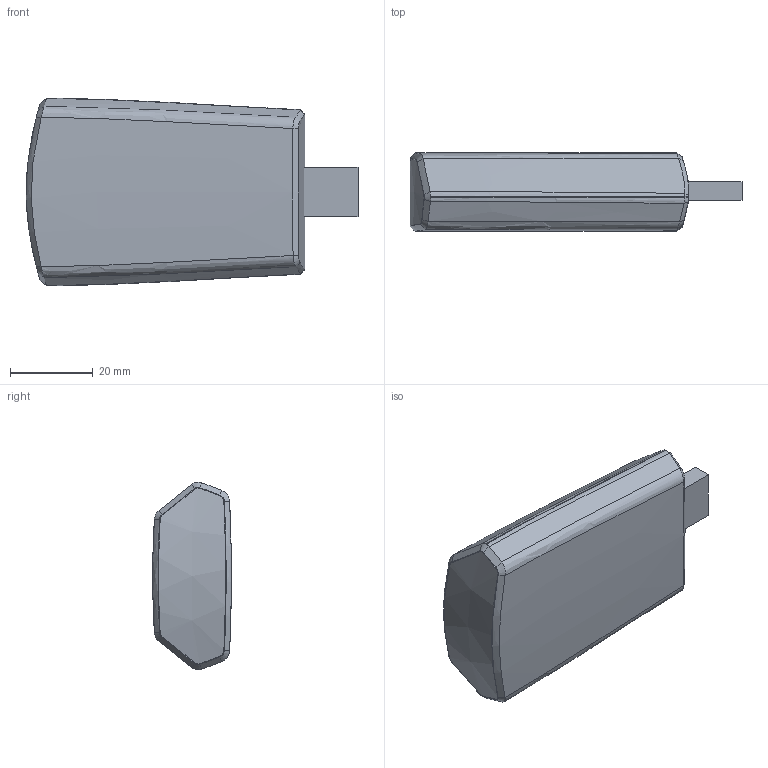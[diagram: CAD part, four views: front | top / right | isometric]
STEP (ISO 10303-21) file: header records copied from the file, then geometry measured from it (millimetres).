
FILE_DESCRIPTION((''),'2;1');
FILE_NAME('IJOEY_ASSY_V1_ASM','2012-10-25T',('Antonio'),(''),'PRO/ENGINEER BY PARAMETRIC TECHNOLOGY CORPORATION, 2010140','PRO/ENGINEER BY PARAMETRIC TECHNOLOGY CORPORATION, 2010140','');
FILE_SCHEMA(('CONFIG_CONTROL_DESIGN'));
Length unit declared in the file: millimetre
Products named in the file (3): IJOEY_BODY_V1; 24_8_USB_CONNECTOR; IJOEY_ASSY_V1_ASM
Assembly tree (2 placements, depth 2):
  IJOEY_ASSY_V1_ASM
    IJOEY_BODY_V1
    24_8_USB_CONNECTOR
Bounding box: 80.13 x 19 x 45.31 mm (x, y, z)
Volume: 46218.7 mm3; surface area: 17651.5 mm2
Topology: 2 solids, 2 shells, 86 faces, 216 edges, 132 vertices
Faces by surface type: bspline 41, plane 23, extrusion 20, cylinder 2
Entity records: 4473 total; most frequent: CARTESIAN_POINT 2743, ORIENTED_EDGE 432, EDGE_CURVE 216, DIRECTION 160, B_SPLINE_CURVE_WITH_KNOTS 160, VERTEX_POINT 132, VECTOR 92, EDGE_LOOP 88
